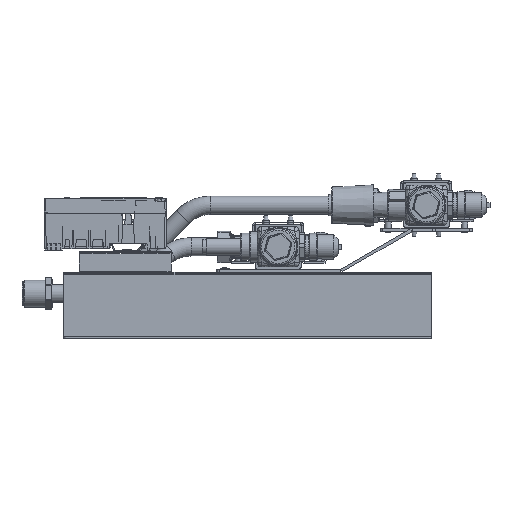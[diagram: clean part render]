
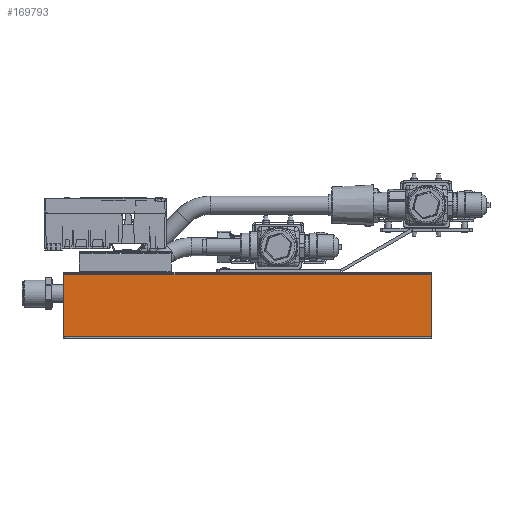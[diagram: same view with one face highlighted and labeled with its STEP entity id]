
A CAD part, left-side view. The second image highlights one B-rep face of the part: STEP entity #169793.
In plain terms, the highlighted planar face has unit normal (-1, 0, 0).
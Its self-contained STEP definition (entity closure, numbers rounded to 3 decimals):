
#158 = EDGE_CURVE ( 'NONE', #206807, #137503, #70544, .T. ) ;
#18590 = DIRECTION ( 'NONE',  ( 0., 0., -1. ) ) ;
#43818 = EDGE_CURVE ( 'NONE', #153994, #206807, #200616, .T. ) ;
#47702 = ORIENTED_EDGE ( 'NONE', *, *, #211438, .F. ) ;
#51155 = LINE ( 'NONE', #184414, #96613 ) ;
#67318 = CARTESIAN_POINT ( 'NONE',  ( -411.755, -360., 249.768 ) ) ;
#70544 = LINE ( 'NONE', #90005, #128056 ) ;
#77899 = ORIENTED_EDGE ( 'NONE', *, *, #43818, .T. ) ;
#81740 = EDGE_CURVE ( 'NONE', #99770, #137503, #125750, .T. ) ;
#90005 = CARTESIAN_POINT ( 'NONE',  ( -411.755, 0., 251.755 ) ) ;
#91073 = DIRECTION ( 'NONE',  ( 0., 0., -1. ) ) ;
#96613 = VECTOR ( 'NONE', #135707, 1000. ) ;
#99770 = VERTEX_POINT ( 'NONE', #183375 ) ;
#100919 = CARTESIAN_POINT ( 'NONE',  ( -411.755, -360., 251.755 ) ) ;
#105218 = DIRECTION ( 'NONE',  ( 0., 1., 0. ) ) ;
#117136 = PLANE ( 'NONE',  #144458 ) ;
#118034 = CARTESIAN_POINT ( 'NONE',  ( -411.755, 0., 188.991 ) ) ;
#120379 = FACE_OUTER_BOUND ( 'NONE', #153401, .T. ) ;
#125750 = LINE ( 'NONE', #161470, #192121 ) ;
#126816 = DIRECTION ( 'NONE',  ( 0., 1., 0. ) ) ;
#128056 = VECTOR ( 'NONE', #91073, 1000. ) ;
#135707 = DIRECTION ( 'NONE',  ( 0., 0., -1. ) ) ;
#137503 = VERTEX_POINT ( 'NONE', #118034 ) ;
#138666 = VECTOR ( 'NONE', #105218, 1000. ) ;
#144458 = AXIS2_PLACEMENT_3D ( 'NONE', #100919, #167027, #18590 ) ;
#153401 = EDGE_LOOP ( 'NONE', ( #164227, #174433, #47702, #77899 ) ) ;
#153994 = VERTEX_POINT ( 'NONE', #175238 ) ;
#161470 = CARTESIAN_POINT ( 'NONE',  ( -411.755, -360., 188.991 ) ) ;
#164227 = ORIENTED_EDGE ( 'NONE', *, *, #158, .T. ) ;
#167027 = DIRECTION ( 'NONE',  ( 1., 0., 0. ) ) ;
#169793 = ADVANCED_FACE ( 'NONE', ( #120379 ), #117136, .F. ) ;
#174433 = ORIENTED_EDGE ( 'NONE', *, *, #81740, .F. ) ;
#175238 = CARTESIAN_POINT ( 'NONE',  ( -411.755, -360., 249.768 ) ) ;
#183375 = CARTESIAN_POINT ( 'NONE',  ( -411.755, -360., 188.991 ) ) ;
#184414 = CARTESIAN_POINT ( 'NONE',  ( -411.755, -360., 251.755 ) ) ;
#187173 = CARTESIAN_POINT ( 'NONE',  ( -411.755, 0., 249.768 ) ) ;
#192121 = VECTOR ( 'NONE', #126816, 1000. ) ;
#200616 = LINE ( 'NONE', #67318, #138666 ) ;
#206807 = VERTEX_POINT ( 'NONE', #187173 ) ;
#211438 = EDGE_CURVE ( 'NONE', #153994, #99770, #51155, .T. ) ;
